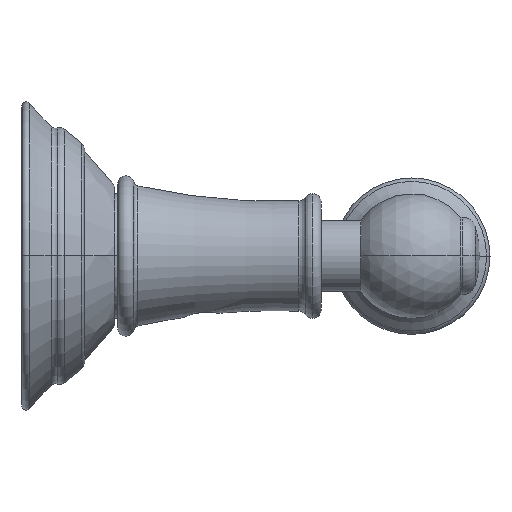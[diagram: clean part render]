
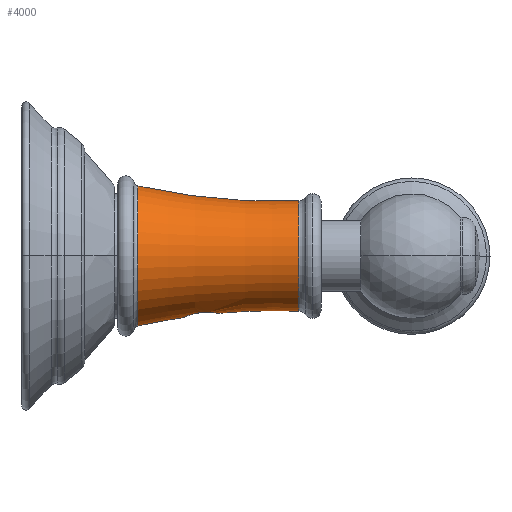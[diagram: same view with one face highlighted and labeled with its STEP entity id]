
A CAD part, top view. The second image highlights one B-rep face of the part: STEP entity #4000.
In plain terms, the highlighted toroidal (fillet/blend) face has major radius 123.293 mm and minor radius 113.259 mm.
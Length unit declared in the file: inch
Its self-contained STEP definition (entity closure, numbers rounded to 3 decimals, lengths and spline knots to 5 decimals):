
#1062=CARTESIAN_POINT('',(0.,0.475,-0.44432));
#1063=CARTESIAN_POINT('',(0.00795,0.475,-0.44432));
#1064=CARTESIAN_POINT('',(0.02409,0.47646,
-0.44369));
#1065=CARTESIAN_POINT('',(0.0491,0.4841,
-0.44045));
#1066=CARTESIAN_POINT('',(0.07068,0.49597,
-0.43569));
#1067=CARTESIAN_POINT('',(0.0894,0.5115,
-0.42992));
#1068=CARTESIAN_POINT('',(0.10497,0.53063,
-0.4236));
#1069=CARTESIAN_POINT('',(0.11681,0.55304,
-0.41731));
#1070=CARTESIAN_POINT('',(0.1241,0.57855,
-0.41173));
#1071=CARTESIAN_POINT('',(0.12578,0.60468,
-0.40784));
#1072=CARTESIAN_POINT('',(0.12231,0.62952,
-0.40587));
#1073=CARTESIAN_POINT('',(0.11387,0.65387,
-0.40554));
#1074=CARTESIAN_POINT('',(0.09917,0.67782,
-0.40685));
#1075=CARTESIAN_POINT('',(0.07952,0.69781,
-0.40917));
#1076=CARTESIAN_POINT('',(0.05533,0.71333,
-0.4117));
#1077=CARTESIAN_POINT('',(0.02801,0.72294,
-0.4136));
#1078=CARTESIAN_POINT('',(0.00929,0.725,-0.41404));
#1079=CARTESIAN_POINT('',(0.,0.725,-0.41404));
#1081=CARTESIAN_POINT('',(0.,0.1477,0.));
#1082=DIRECTION('',(0.,-1.,0.));
#1083=DIRECTION('',(0.,0.,-1.));
#1084=AXIS2_PLACEMENT_3D('',#1081,#1082,#1083);
#1086=CARTESIAN_POINT('',(0.,1.30886,0.));
#1087=DIRECTION('',(0.,1.,0.));
#1088=DIRECTION('',(0.,0.,1.));
#1089=AXIS2_PLACEMENT_3D('',#1086,#1087,#1088);
#1118=CARTESIAN_POINT('',(0.,1.13603,-4.85405));
#1119=DIRECTION('',(-1.,0.,0.));
#1120=DIRECTION('',(0.,-0.092,0.996));
#1121=AXIS2_PLACEMENT_3D('',#1118,#1119,#1120);
#1128=CARTESIAN_POINT('',(0.,1.13603,4.85405));
#1129=DIRECTION('',(1.,0.,0.));
#1130=DIRECTION('',(0.,-0.222,-0.975));
#1131=AXIS2_PLACEMENT_3D('',#1128,#1129,#1130);
#1138=CARTESIAN_POINT('',(0.,1.13603,-4.85405));
#1139=DIRECTION('',(-1.,0.,0.));
#1140=DIRECTION('',(0.,-0.222,0.975));
#1141=AXIS2_PLACEMENT_3D('',#1138,#1139,#1140);
#3737=CARTESIAN_POINT('',(0.,1.30886,-0.3984));
#3738=CARTESIAN_POINT('',(0.,1.30886,0.3984));
#3739=VERTEX_POINT('',#3737);
#3740=VERTEX_POINT('',#3738);
#3825=CARTESIAN_POINT('',(0.,0.1477,0.50596));
#3826=CARTESIAN_POINT('',(0.,0.1477,-0.50596));
#3827=VERTEX_POINT('',#3825);
#3828=VERTEX_POINT('',#3826);
#3937=VERTEX_POINT('',#1062);
#3938=VERTEX_POINT('',#1079);
#3982=CARTESIAN_POINT('',(0.,1.13603,0.));
#3983=DIRECTION('',(0.,-1.,0.));
#3984=DIRECTION('',(0.,0.,1.));
#3985=AXIS2_PLACEMENT_3D('',#3982,#3983,#3984);
#3986=TOROIDAL_SURFACE('',#3985,4.85405,4.459);
#3988=ORIENTED_EDGE('',*,*,#3987,.F.);
#3990=ORIENTED_EDGE('',*,*,#3989,.F.);
#3991=ORIENTED_EDGE('',*,*,#3972,.T.);
#3993=ORIENTED_EDGE('',*,*,#3992,.T.);
#3995=ORIENTED_EDGE('',*,*,#3994,.T.);
#3997=ORIENTED_EDGE('',*,*,#3996,.F.);
#3998=EDGE_LOOP('',(#3988,#3990,#3991,#3993,#3995,#3997));
#3999=FACE_OUTER_BOUND('',#3998,.F.);
#4000=ADVANCED_FACE('',(#3999),#3986,.F.);
#1080=B_SPLINE_CURVE_WITH_KNOTS('',3,(#1062,#1063,#1064,#1065,#1066,#1067,#1068,
#1069,#1070,#1071,#1072,#1073,#1074,#1075,#1076,#1077,#1078,#1079),
.UNSPECIFIED.,.F.,.F.,(4,1,1,1,1,1,1,1,1,1,1,1,1,1,1,4),(0.,0.06667,
0.13333,0.2,0.26667,0.33333,0.4,
0.46667,0.53333,0.6,0.66667,0.73333,
0.8,0.86667,0.93333,1.),.UNSPECIFIED.);
#1085=CIRCLE('',#1084,0.50596);
#1090=CIRCLE('',#1089,0.3984);
#1122=CIRCLE('',#1121,4.459);
#1132=CIRCLE('',#1131,4.459);
#1142=CIRCLE('',#1141,4.459);
#3972=EDGE_CURVE('',#3828,#3827,#1085,.T.);
#3987=EDGE_CURVE('',#3937,#3938,#1080,.T.);
#3989=EDGE_CURVE('',#3828,#3937,#1142,.T.);
#3992=EDGE_CURVE('',#3827,#3740,#1132,.T.);
#3994=EDGE_CURVE('',#3740,#3739,#1090,.T.);
#3996=EDGE_CURVE('',#3938,#3739,#1122,.T.);
